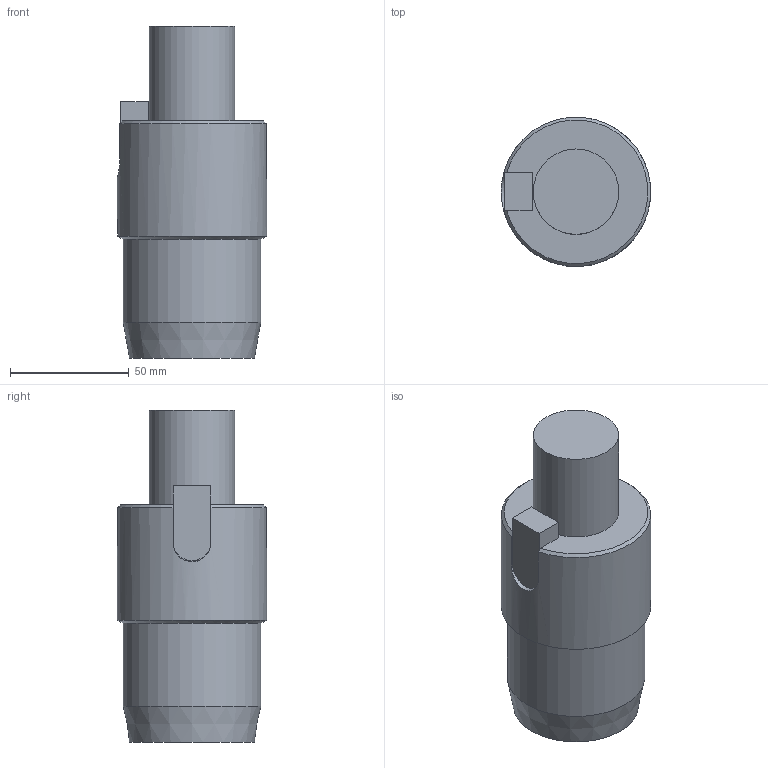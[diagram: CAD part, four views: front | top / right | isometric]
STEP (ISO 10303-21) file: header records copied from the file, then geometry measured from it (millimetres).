
FILE_DESCRIPTION(/* description */ (''),/* implementation_level */ '2;1');
FILE_NAME(/* name */ 'G6-HC25-100_Basic.stp',/* time_stamp */ '2022-04-13T11:50:14+05:00',/* author */ (''),/* organization */ (''),/* preprocessor_version */ 'ST-DEVELOPER v16.7',/* originating_system */ 'SIEMENS PLM Software NX 12.0',/* authorisation */ '');
FILE_SCHEMA (('AUTOMOTIVE_DESIGN { 1 0 10303 214 3 1 1 1 }'));
Length unit declared in the file: millimetre
Products named in the file (1): inpu8D40A81B6a22
Bounding box: 62.99 x 62.94 x 140 mm (x, y, z)
Volume: 297159.6 mm3; surface area: 35893.7 mm2
Topology: 2 solids, 2 shells, 21 faces, 45 edges, 33 vertices
Faces by surface type: plane 12, cylinder 6, cone 3
Full cylindrical faces by diameter (mm): 25 x1, 36 x1, 58 x1, 63 x1
Entity records: 598 total; most frequent: CARTESIAN_POINT 104, DIRECTION 95, ORIENTED_EDGE 70, AXIS2_PLACEMENT_3D 38, EDGE_CURVE 35, EDGE_LOOP 29, VERTEX_POINT 26, ADVANCED_FACE 21
